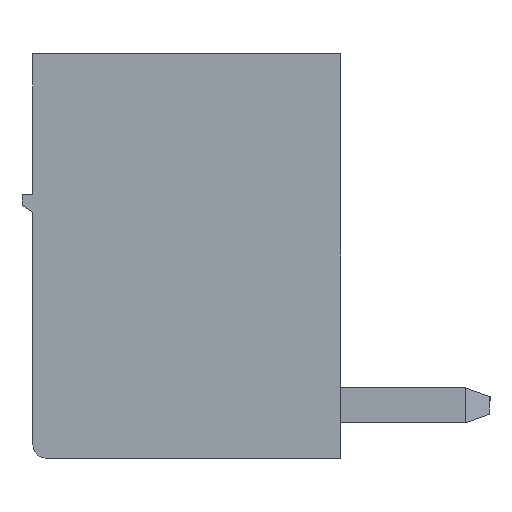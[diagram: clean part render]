
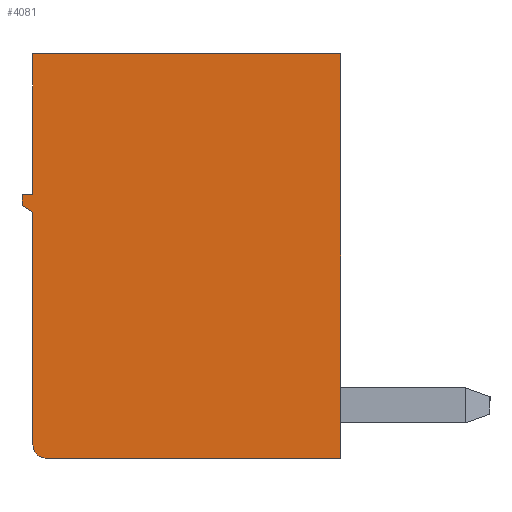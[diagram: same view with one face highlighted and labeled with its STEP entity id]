
A CAD part, left-side view. The second image highlights one B-rep face of the part: STEP entity #4081.
In plain terms, the highlighted planar face has unit normal (-1, 0, 0).
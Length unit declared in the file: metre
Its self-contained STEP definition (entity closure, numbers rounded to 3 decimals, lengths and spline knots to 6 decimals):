
#4081=ADVANCED_FACE('',(#8319),#8320,.T.);
#8319=FACE_OUTER_BOUND('',#12596,.T.);
#8320=PLANE('',#12597);
#12596=EDGE_LOOP('',(#25079,#25080,#25081,#25082,#25083,#25084,#25085,#25086,#25087));
#12597=AXIS2_PLACEMENT_3D('',#25088,#25089,#25090);
#25079=ORIENTED_EDGE('',*,*,#25656,.T.);
#25080=ORIENTED_EDGE('',*,*,#25652,.T.);
#25081=ORIENTED_EDGE('',*,*,#25648,.T.);
#25082=ORIENTED_EDGE('',*,*,#25644,.F.);
#25083=ORIENTED_EDGE('',*,*,#25660,.T.);
#25084=ORIENTED_EDGE('',*,*,#25664,.T.);
#25085=ORIENTED_EDGE('',*,*,#25705,.T.);
#25086=ORIENTED_EDGE('',*,*,#25987,.F.);
#25087=ORIENTED_EDGE('',*,*,#26038,.T.);
#25088=CARTESIAN_POINT('',(-1.087027,0.00436,0.000933));
#25089=DIRECTION('',(-1.0,0.0,0.0));
#25090=DIRECTION('',(0.0,0.0,1.0));
#25644=EDGE_CURVE('',#30720,#30716,#30722,.T.);
#25648=EDGE_CURVE('',#30725,#30716,#30728,.T.);
#25652=EDGE_CURVE('',#30731,#30725,#30734,.T.);
#25656=EDGE_CURVE('',#30737,#30731,#30740,.T.);
#25660=EDGE_CURVE('',#30720,#30744,#30746,.T.);
#25664=EDGE_CURVE('',#30744,#30750,#30752,.T.);
#25705=EDGE_CURVE('',#30750,#30829,#30831,.T.);
#25987=EDGE_CURVE('',#31355,#30829,#31357,.T.);
#26038=EDGE_CURVE('',#31355,#30737,#31440,.T.);
#30716=VERTEX_POINT('',#38150);
#30720=VERTEX_POINT('',#38156);
#30722=LINE('',#38159,#38160);
#30725=VERTEX_POINT('',#38163);
#30728=LINE('',#38168,#38169);
#30731=VERTEX_POINT('',#38172);
#30734=LINE('',#38177,#38178);
#30737=VERTEX_POINT('',#38181);
#30740=LINE('',#38186,#38187);
#30744=VERTEX_POINT('',#38192);
#30746=LINE('',#38195,#38196);
#30750=VERTEX_POINT('',#38200);
#30752=CIRCLE('',#38203,0.0003);
#30829=VERTEX_POINT('',#38318);
#30831=LINE('',#38321,#38322);
#31355=VERTEX_POINT('',#39108);
#31357=LINE('',#39111,#39112);
#31440=LINE('',#39233,#39234);
#38150=CARTESIAN_POINT('',(-1.087027,0.01111,-0.002517));
#38156=CARTESIAN_POINT('',(-1.087027,0.01086,-0.002667));
#38159=CARTESIAN_POINT('',(-1.087027,0.010852,-0.002672));
#38160=VECTOR('',#48719,1.0);
#38163=CARTESIAN_POINT('',(-1.087027,0.01111,-0.002267));
#38168=CARTESIAN_POINT('',(-1.087027,0.01111,-0.002267));
#38169=VECTOR('',#48722,1.0);
#38172=CARTESIAN_POINT('',(-1.087027,0.01086,-0.002267));
#38177=CARTESIAN_POINT('',(-1.087027,0.01061,-0.002267));
#38178=VECTOR('',#48725,1.0);
#38181=CARTESIAN_POINT('',(-1.087027,0.01086,0.000933));
#38186=CARTESIAN_POINT('',(-1.087027,0.01086,0.000933));
#38187=VECTOR('',#48728,1.0);
#38192=CARTESIAN_POINT('',(-1.087027,0.01086,-0.007967));
#38195=CARTESIAN_POINT('',(-1.087027,0.01086,0.000933));
#38196=VECTOR('',#48731,1.0);
#38200=CARTESIAN_POINT('',(-1.087027,0.01056,-0.008267));
#38203=AXIS2_PLACEMENT_3D('',#48736,#48737,#48738);
#38318=CARTESIAN_POINT('',(-1.087027,0.00386,-0.008267));
#38321=CARTESIAN_POINT('',(-1.087027,0.00436,-0.008267));
#38322=VECTOR('',#48778,1.0);
#39108=CARTESIAN_POINT('',(-1.087027,0.00386,0.000933));
#39111=CARTESIAN_POINT('',(-1.087027,0.00386,0.000933));
#39112=VECTOR('',#49093,1.0);
#39233=CARTESIAN_POINT('',(-1.087027,0.00436,0.000933));
#39234=VECTOR('',#49156,1.0);
#48719=DIRECTION('',(0.0,0.857,0.514));
#48722=DIRECTION('',(-0.0,-0.0,-1.0));
#48725=DIRECTION('',(0.0,1.0,-0.0));
#48728=DIRECTION('',(-0.0,-0.0,-1.0));
#48731=DIRECTION('',(-0.0,-0.0,-1.0));
#48736=CARTESIAN_POINT('',(-1.087027,0.01056,-0.007967));
#48737=DIRECTION('',(-1.0,0.0,0.0));
#48738=DIRECTION('',(0.0,0.0,1.0));
#48778=DIRECTION('',(-0.0,-1.0,0.0));
#49093=DIRECTION('',(0.0,0.,-1.0));
#49156=DIRECTION('',(0.0,1.0,-0.0));
